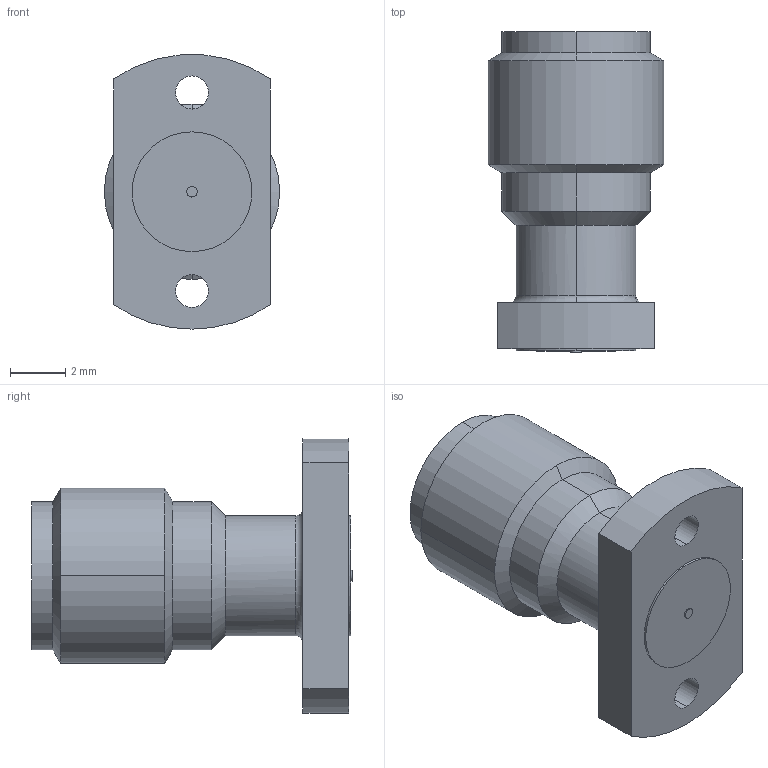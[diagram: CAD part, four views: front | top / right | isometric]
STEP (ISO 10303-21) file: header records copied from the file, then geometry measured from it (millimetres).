
FILE_DESCRIPTION (( 'STEP AP214' ), '1' );
FILE_NAME ('292-J-P-XX-ST-CM2.step', '2019-12-09T20:47:09', ( 'SAMTEC' ), ( 'SAMTEC' ), 'SwSTEP 2.0', 'SolidWorks 2017', '' );
FILE_SCHEMA (( 'AUTOMOTIVE_DESIGN' ));
Length unit declared in the file: millimetre
Products named in the file (1): 292-J-P-XX-ST-CM2
Bounding box: 6.33 x 11.56 x 9.89 mm (x, y, z)
Volume: 274 mm3; surface area: 447 mm2
Topology: 1 solids, 2 shells, 82 faces, 184 edges, 111 vertices
Faces by surface type: cylinder 34, plane 28, cone 10, bspline 8, torus 2
Entity records: 3433 total; most frequent: CARTESIAN_POINT 727, DIRECTION 368, ORIENTED_EDGE 364, EDGE_CURVE 182, AXIS2_PLACEMENT_3D 143, VERTEX_POINT 111, EDGE_LOOP 95, UNCERTAINTY_MEASURE_WITH_UNIT 83
